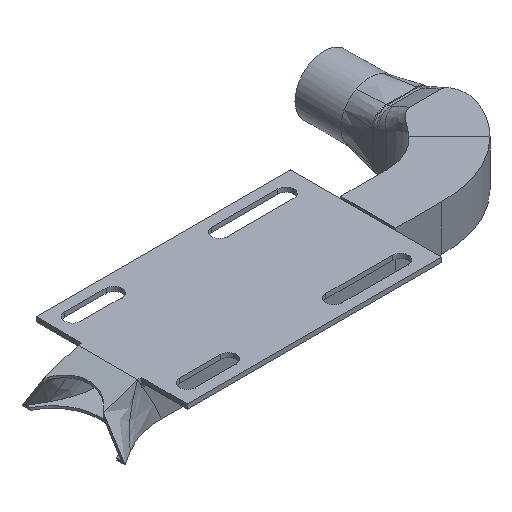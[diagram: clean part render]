
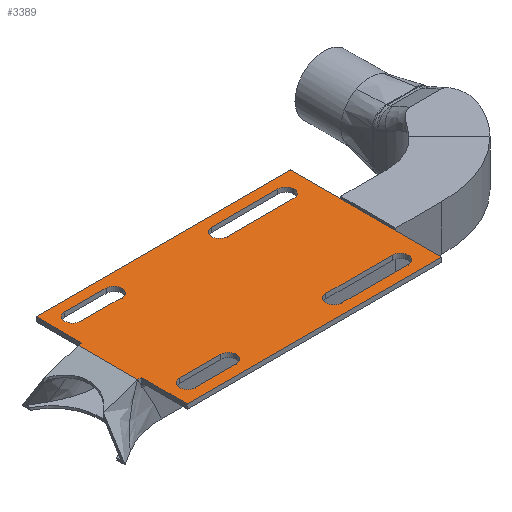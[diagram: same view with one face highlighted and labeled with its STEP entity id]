
A CAD part, isometric view. The second image highlights one B-rep face of the part: STEP entity #3389.
In plain terms, the highlighted planar face has unit normal (0, 0, 1).
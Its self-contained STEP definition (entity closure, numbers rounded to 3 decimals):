
#104=FACE_BOUND('',#756,.T.);
#105=FACE_BOUND('',#757,.T.);
#106=FACE_BOUND('',#758,.T.);
#107=FACE_BOUND('',#759,.T.);
#187=PLANE('',#3654);
#558=FACE_OUTER_BOUND('',#755,.T.);
#755=EDGE_LOOP('',(#3123,#3124,#3125,#3126,#3127,#3128,#3129,#3130));
#756=EDGE_LOOP('',(#3131,#3132,#3133,#3134));
#757=EDGE_LOOP('',(#3135,#3136,#3137,#3138));
#758=EDGE_LOOP('',(#3139,#3140,#3141,#3142));
#759=EDGE_LOOP('',(#3143,#3144,#3145,#3146));
#830=CIRCLE('',#3607,3.5);
#831=CIRCLE('',#3610,3.5);
#832=CIRCLE('',#3613,3.5);
#833=CIRCLE('',#3616,3.5);
#836=CIRCLE('',#3637,3.5);
#838=CIRCLE('',#3641,3.5);
#840=CIRCLE('',#3645,3.5);
#842=CIRCLE('',#3649,3.5);
#1006=LINE('',#7181,#1247);
#1018=LINE('',#7333,#1259);
#1022=LINE('',#7342,#1263);
#1024=LINE('',#7349,#1265);
#1028=LINE('',#7358,#1269);
#1030=LINE('',#7364,#1271);
#1032=LINE('',#7372,#1273);
#1046=LINE('',#7435,#1287);
#1060=LINE('',#7794,#1301);
#1061=LINE('',#7799,#1302);
#1066=LINE('',#7813,#1307);
#1069=LINE('',#7823,#1310);
#1074=LINE('',#7837,#1315);
#1077=LINE('',#7846,#1318);
#1080=LINE('',#7852,#1321);
#1083=LINE('',#7857,#1324);
#1247=VECTOR('',#4178,10.);
#1259=VECTOR('',#4210,10.);
#1263=VECTOR('',#4220,10.);
#1265=VECTOR('',#4228,10.);
#1269=VECTOR('',#4238,10.);
#1271=VECTOR('',#4246,10.);
#1273=VECTOR('',#4250,10.);
#1287=VECTOR('',#4282,10.);
#1301=VECTOR('',#4308,10.);
#1302=VECTOR('',#4313,10.);
#1307=VECTOR('',#4326,10.);
#1310=VECTOR('',#4337,10.);
#1315=VECTOR('',#4350,10.);
#1318=VECTOR('',#4361,10.);
#1321=VECTOR('',#4366,10.);
#1324=VECTOR('',#4371,10.);
#1565=VERTEX_POINT('',#7178);
#1566=VERTEX_POINT('',#7180);
#1585=VERTEX_POINT('',#7307);
#1587=VERTEX_POINT('',#7331);
#1588=VERTEX_POINT('',#7332);
#1589=VERTEX_POINT('',#7337);
#1590=VERTEX_POINT('',#7341);
#1591=VERTEX_POINT('',#7347);
#1592=VERTEX_POINT('',#7348);
#1593=VERTEX_POINT('',#7353);
#1594=VERTEX_POINT('',#7357);
#1595=VERTEX_POINT('',#7363);
#1596=VERTEX_POINT('',#7371);
#1626=VERTEX_POINT('',#7792);
#1627=VERTEX_POINT('',#7797);
#1628=VERTEX_POINT('',#7798);
#1631=VERTEX_POINT('',#7806);
#1633=VERTEX_POINT('',#7812);
#1635=VERTEX_POINT('',#7821);
#1636=VERTEX_POINT('',#7822);
#1639=VERTEX_POINT('',#7830);
#1641=VERTEX_POINT('',#7836);
#1643=VERTEX_POINT('',#7845);
#1645=VERTEX_POINT('',#7851);
#2022=EDGE_CURVE('',#1566,#1565,#1006,.T.);
#2047=EDGE_CURVE('',#1587,#1588,#1018,.T.);
#2050=EDGE_CURVE('',#1588,#1589,#830,.T.);
#2052=EDGE_CURVE('',#1589,#1590,#1022,.T.);
#2054=EDGE_CURVE('',#1590,#1587,#831,.T.);
#2055=EDGE_CURVE('',#1591,#1592,#1024,.T.);
#2058=EDGE_CURVE('',#1592,#1593,#832,.T.);
#2060=EDGE_CURVE('',#1593,#1594,#1028,.T.);
#2062=EDGE_CURVE('',#1594,#1591,#833,.T.);
#2063=EDGE_CURVE('',#1595,#1565,#1030,.T.);
#2066=EDGE_CURVE('',#1596,#1595,#1032,.T.);
#2088=EDGE_CURVE('',#1566,#1585,#1046,.T.);
#2118=EDGE_CURVE('',#1585,#1626,#1060,.T.);
#2119=EDGE_CURVE('',#1627,#1628,#1061,.T.);
#2123=EDGE_CURVE('',#1628,#1631,#836,.T.);
#2126=EDGE_CURVE('',#1631,#1633,#1066,.T.);
#2129=EDGE_CURVE('',#1633,#1627,#838,.T.);
#2131=EDGE_CURVE('',#1635,#1636,#1069,.T.);
#2135=EDGE_CURVE('',#1636,#1639,#840,.T.);
#2138=EDGE_CURVE('',#1639,#1641,#1074,.T.);
#2141=EDGE_CURVE('',#1641,#1635,#842,.T.);
#2143=EDGE_CURVE('',#1643,#1596,#1077,.T.);
#2146=EDGE_CURVE('',#1645,#1643,#1080,.T.);
#2149=EDGE_CURVE('',#1626,#1645,#1083,.T.);
#3123=ORIENTED_EDGE('',*,*,#2143,.F.);
#3124=ORIENTED_EDGE('',*,*,#2146,.F.);
#3125=ORIENTED_EDGE('',*,*,#2149,.F.);
#3126=ORIENTED_EDGE('',*,*,#2118,.F.);
#3127=ORIENTED_EDGE('',*,*,#2088,.F.);
#3128=ORIENTED_EDGE('',*,*,#2022,.T.);
#3129=ORIENTED_EDGE('',*,*,#2063,.F.);
#3130=ORIENTED_EDGE('',*,*,#2066,.F.);
#3131=ORIENTED_EDGE('',*,*,#2054,.T.);
#3132=ORIENTED_EDGE('',*,*,#2047,.T.);
#3133=ORIENTED_EDGE('',*,*,#2050,.T.);
#3134=ORIENTED_EDGE('',*,*,#2052,.T.);
#3135=ORIENTED_EDGE('',*,*,#2062,.T.);
#3136=ORIENTED_EDGE('',*,*,#2055,.T.);
#3137=ORIENTED_EDGE('',*,*,#2058,.T.);
#3138=ORIENTED_EDGE('',*,*,#2060,.T.);
#3139=ORIENTED_EDGE('',*,*,#2141,.T.);
#3140=ORIENTED_EDGE('',*,*,#2131,.T.);
#3141=ORIENTED_EDGE('',*,*,#2135,.T.);
#3142=ORIENTED_EDGE('',*,*,#2138,.T.);
#3143=ORIENTED_EDGE('',*,*,#2129,.T.);
#3144=ORIENTED_EDGE('',*,*,#2119,.T.);
#3145=ORIENTED_EDGE('',*,*,#2123,.T.);
#3146=ORIENTED_EDGE('',*,*,#2126,.T.);
#3389=ADVANCED_FACE('',(#558,#104,#105,#106,#107),#187,.T.);
#3607=AXIS2_PLACEMENT_3D('',#7338,#4215,#4216);
#3610=AXIS2_PLACEMENT_3D('',#7345,#4224,#4225);
#3613=AXIS2_PLACEMENT_3D('',#7354,#4233,#4234);
#3616=AXIS2_PLACEMENT_3D('',#7361,#4242,#4243);
#3637=AXIS2_PLACEMENT_3D('',#7807,#4319,#4320);
#3641=AXIS2_PLACEMENT_3D('',#7818,#4331,#4332);
#3645=AXIS2_PLACEMENT_3D('',#7831,#4343,#4344);
#3649=AXIS2_PLACEMENT_3D('',#7842,#4355,#4356);
#3654=AXIS2_PLACEMENT_3D('',#7859,#4373,#4374);
#4178=DIRECTION('',(1.,0.,0.));
#4210=DIRECTION('',(1.,0.,0.));
#4215=DIRECTION('center_axis',(0.,0.,-1.));
#4216=DIRECTION('ref_axis',(0.,-1.,0.));
#4220=DIRECTION('',(-1.,0.,0.));
#4224=DIRECTION('center_axis',(0.,0.,-1.));
#4225=DIRECTION('ref_axis',(0.,1.,0.));
#4228=DIRECTION('',(1.,0.,0.));
#4233=DIRECTION('center_axis',(0.,0.,-1.));
#4234=DIRECTION('ref_axis',(0.,-1.,0.));
#4238=DIRECTION('',(-1.,0.,0.));
#4242=DIRECTION('center_axis',(0.,0.,-1.));
#4243=DIRECTION('ref_axis',(0.,1.,0.));
#4246=DIRECTION('',(0.,1.,0.));
#4250=DIRECTION('',(-1.,0.,0.));
#4282=DIRECTION('',(0.,1.,0.));
#4308=DIRECTION('',(1.,0.,0.));
#4313=DIRECTION('',(1.,0.,0.));
#4319=DIRECTION('center_axis',(0.,0.,-1.));
#4320=DIRECTION('ref_axis',(0.,-1.,0.));
#4326=DIRECTION('',(-1.,0.,0.));
#4331=DIRECTION('center_axis',(0.,0.,-1.));
#4332=DIRECTION('ref_axis',(0.,1.,0.));
#4337=DIRECTION('',(1.,0.,0.));
#4343=DIRECTION('center_axis',(0.,0.,-1.));
#4344=DIRECTION('ref_axis',(0.,-1.,0.));
#4350=DIRECTION('',(-1.,0.,0.));
#4355=DIRECTION('center_axis',(0.,0.,-1.));
#4356=DIRECTION('ref_axis',(0.,1.,0.));
#4361=DIRECTION('',(0.,-1.,0.));
#4366=DIRECTION('',(1.,0.,0.));
#4371=DIRECTION('',(0.,1.,0.));
#4373=DIRECTION('center_axis',(0.,0.,1.));
#4374=DIRECTION('ref_axis',(1.,0.,0.));
#7178=CARTESIAN_POINT('',(26.,-13.,0.));
#7180=CARTESIAN_POINT('',(24.327,-13.,0.));
#7181=CARTESIAN_POINT('',(9.327,-13.,0.));
#7307=CARTESIAN_POINT('',(24.327,13.,0.));
#7331=CARTESIAN_POINT('',(98.,-21.5,0.));
#7332=CARTESIAN_POINT('',(127.,-21.5,0.));
#7333=CARTESIAN_POINT('',(127.,-21.5,0.));
#7337=CARTESIAN_POINT('',(127.,-28.5,0.));
#7338=CARTESIAN_POINT('Origin',(127.,-25.,0.));
#7341=CARTESIAN_POINT('',(98.,-28.5,0.));
#7342=CARTESIAN_POINT('',(98.,-28.5,0.));
#7345=CARTESIAN_POINT('Origin',(98.,-25.,0.));
#7347=CARTESIAN_POINT('',(34.,-21.5,0.));
#7348=CARTESIAN_POINT('',(52.,-21.5,0.));
#7349=CARTESIAN_POINT('',(52.,-21.5,0.));
#7353=CARTESIAN_POINT('',(52.,-28.5,0.));
#7354=CARTESIAN_POINT('Origin',(52.,-25.,0.));
#7357=CARTESIAN_POINT('',(34.,-28.5,0.));
#7358=CARTESIAN_POINT('',(34.,-28.5,0.));
#7361=CARTESIAN_POINT('Origin',(34.,-25.,0.));
#7363=CARTESIAN_POINT('',(26.,-33.,0.));
#7364=CARTESIAN_POINT('',(26.,-33.,0.));
#7371=CARTESIAN_POINT('',(137.,-33.,0.));
#7372=CARTESIAN_POINT('',(137.,-33.,0.));
#7435=CARTESIAN_POINT('',(24.327,-6.5,0.));
#7792=CARTESIAN_POINT('',(26.,13.,0.));
#7794=CARTESIAN_POINT('',(9.327,13.,0.));
#7797=CARTESIAN_POINT('',(34.,28.5,0.));
#7798=CARTESIAN_POINT('',(52.,28.5,0.));
#7799=CARTESIAN_POINT('',(52.,28.5,0.));
#7806=CARTESIAN_POINT('',(52.,21.5,0.));
#7807=CARTESIAN_POINT('Origin',(52.,25.,0.));
#7812=CARTESIAN_POINT('',(34.,21.5,0.));
#7813=CARTESIAN_POINT('',(34.,21.5,0.));
#7818=CARTESIAN_POINT('Origin',(34.,25.,0.));
#7821=CARTESIAN_POINT('',(98.,28.5,0.));
#7822=CARTESIAN_POINT('',(127.,28.5,0.));
#7823=CARTESIAN_POINT('',(127.,28.5,0.));
#7830=CARTESIAN_POINT('',(127.,21.5,0.));
#7831=CARTESIAN_POINT('Origin',(127.,25.,0.));
#7836=CARTESIAN_POINT('',(98.,21.5,0.));
#7837=CARTESIAN_POINT('',(98.,21.5,0.));
#7842=CARTESIAN_POINT('Origin',(98.,25.,0.));
#7845=CARTESIAN_POINT('',(137.,33.,0.));
#7846=CARTESIAN_POINT('',(137.,33.,0.));
#7851=CARTESIAN_POINT('',(26.,33.,0.));
#7852=CARTESIAN_POINT('',(26.,33.,0.));
#7857=CARTESIAN_POINT('',(26.,-33.,0.));
#7859=CARTESIAN_POINT('Origin',(81.5,23.,0.));
